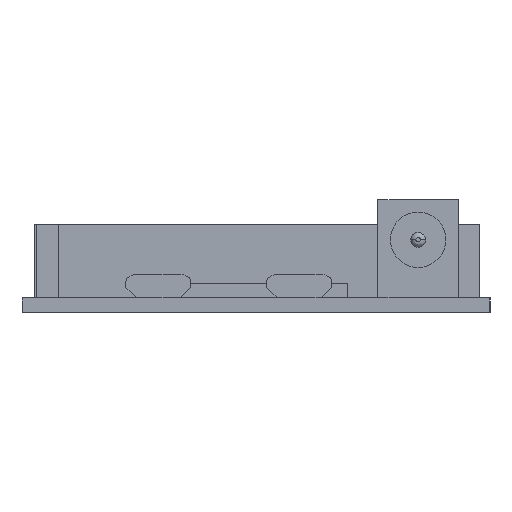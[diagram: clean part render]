
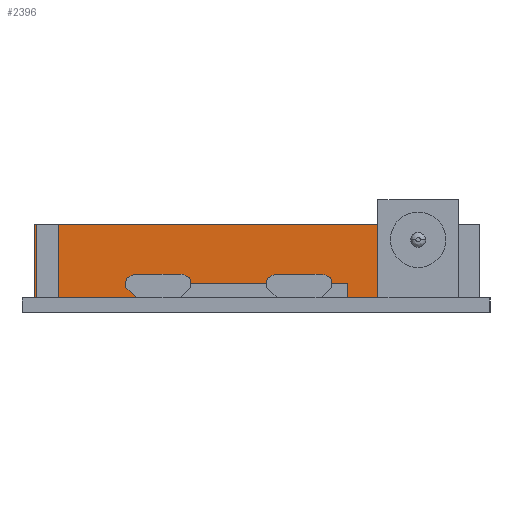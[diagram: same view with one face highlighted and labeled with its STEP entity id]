
A CAD part, left-side view. The second image highlights one B-rep face of the part: STEP entity #2396.
In plain terms, the highlighted planar face has unit normal (-1, 0, 0).
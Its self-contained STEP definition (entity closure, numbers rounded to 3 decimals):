
#534=DIRECTION('',(0.,-1.,0.));
#535=VECTOR('',#534,46.);
#536=CARTESIAN_POINT('',(-6.3,25.205,1.65));
#537=LINE('',#536,#535);
#798=DIRECTION('',(0.,-1.,0.));
#799=VECTOR('',#798,46.);
#800=CARTESIAN_POINT('',(-6.3,25.205,9.95));
#801=LINE('',#800,#799);
#894=DIRECTION('',(0.,0.,1.));
#895=VECTOR('',#894,8.3);
#896=CARTESIAN_POINT('',(-6.3,25.205,1.65));
#897=LINE('',#896,#895);
#906=DIRECTION('',(0.,0.,1.));
#907=VECTOR('',#906,8.3);
#908=CARTESIAN_POINT('',(-6.3,-20.795,1.65));
#909=LINE('',#908,#907);
#1509=CARTESIAN_POINT('',(-6.3,25.205,9.95));
#1510=CARTESIAN_POINT('',(-6.3,-20.795,9.95));
#1511=VERTEX_POINT('',#1509);
#1512=VERTEX_POINT('',#1510);
#1549=CARTESIAN_POINT('',(-6.3,25.205,1.65));
#1550=CARTESIAN_POINT('',(-6.3,-20.795,1.65));
#1551=VERTEX_POINT('',#1549);
#1552=VERTEX_POINT('',#1550);
#2383=CARTESIAN_POINT('',(-6.3,25.205,1.65));
#2384=DIRECTION('',(-1.,0.,0.));
#2385=DIRECTION('',(0.,-1.,0.));
#2386=AXIS2_PLACEMENT_3D('',#2383,#2384,#2385);
#2387=PLANE('',#2386);
#2388=ORIENTED_EDGE('',*,*,#1930,.F.);
#2390=ORIENTED_EDGE('',*,*,#2389,.T.);
#2391=ORIENTED_EDGE('',*,*,#2220,.T.);
#2393=ORIENTED_EDGE('',*,*,#2392,.F.);
#2394=EDGE_LOOP('',(#2388,#2390,#2391,#2393));
#2395=FACE_OUTER_BOUND('',#2394,.F.);
#1930=EDGE_CURVE('',#1551,#1552,#537,.T.);
#2220=EDGE_CURVE('',#1511,#1512,#801,.T.);
#2389=EDGE_CURVE('',#1551,#1511,#897,.T.);
#2392=EDGE_CURVE('',#1552,#1512,#909,.T.);
#2396=ADVANCED_FACE('',(#2395),#2387,.T.);
